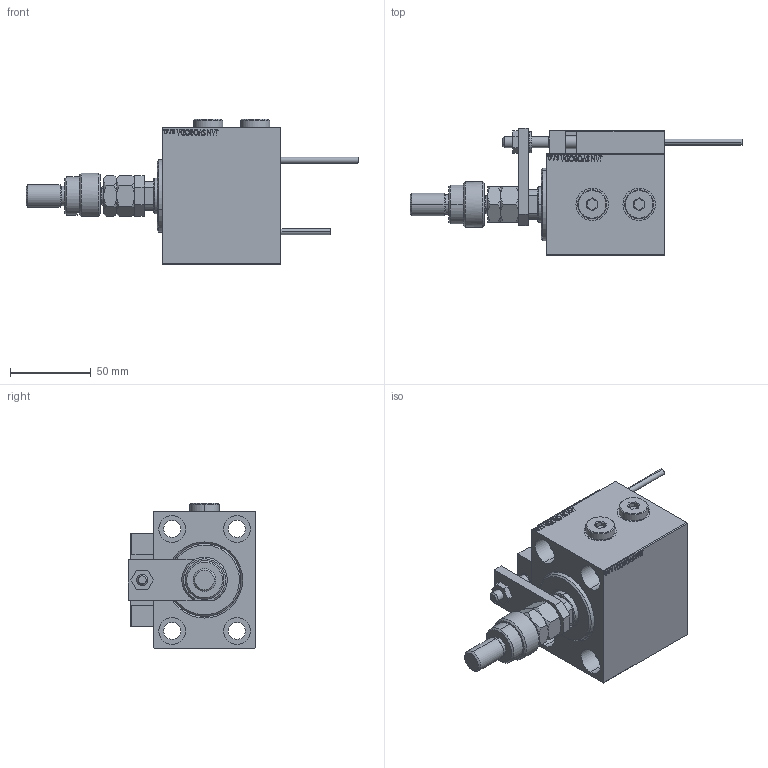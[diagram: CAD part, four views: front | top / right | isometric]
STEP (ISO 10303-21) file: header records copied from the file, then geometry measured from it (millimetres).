
FILE_DESCRIPTION (( 'STEP AP203' ), '1' );
FILE_NAME ('9bb4.STEP', '2024-02-13T01:24:11', ( '' ), ( '' ), 'SwSTEP 2.0', 'SolidWorks 2019', '' );
FILE_SCHEMA (( 'CONFIG_CONTROL_DESIGN' ));
Length unit declared in the file: millimetre
Products named in the file (19): MFA 79556efe896424056988e3ff099e44b0; SWITCH X 79556efe896424056988e3ff099e44b0; X_Y_DFA 79556efe896424056988e3ff099e44b0; 9bb4; SWITCH DIM B,W 79556efe896424056988e3ff099e44b0; Zatka_OIL_PORT 79556efe896424056988e3ff099e44b0; SWITCH_X_FRONT_BACK 79556efe896424056988e3ff099e44b0; V450CM_C_Body 79556efe896424056988e3ff099e44b0; Block 79556efe896424056988e3ff099e44b0; NUT_D12 79556efe896424056988e3ff099e44b0; TYC_L79 79556efe896424056988e3ff099e44b0; V450CM_C_VCP 79556efe896424056988e3ff099e44b0; ALLEN BOLT D5 79556efe896424056988e3ff099e44b0; KONCOVKA 79556efe896424056988e3ff099e44b0; MAGNET 79556efe896424056988e3ff099e44b0; V450CM_VC_B 79556efe896424056988e3ff099e44b0; ALLEN BOLT D8 79556efe896424056988e3ff099e44b0; ZARAZKA 79556efe896424056988e3ff099e44b0; FEMALE_PART_FOR_DFA 79556efe896424056988e3ff099e44b0
Assembly tree (29 placements, depth 3):
  9bb4
    V450CM_C_Body 79556efe896424056988e3ff099e44b0
    SWITCH X 79556efe896424056988e3ff099e44b0
      SWITCH_X_FRONT_BACK 79556efe896424056988e3ff099e44b0  x2
      TYC_L79 79556efe896424056988e3ff099e44b0
      Block 79556efe896424056988e3ff099e44b0  x2
      ALLEN BOLT D5 79556efe896424056988e3ff099e44b0  x4
      ALLEN BOLT D8 79556efe896424056988e3ff099e44b0  x4
      MAGNET 79556efe896424056988e3ff099e44b0  x2
      KONCOVKA 79556efe896424056988e3ff099e44b0  x2
    NUT_D12 79556efe896424056988e3ff099e44b0
    SWITCH DIM B,W 79556efe896424056988e3ff099e44b0
    ZARAZKA 79556efe896424056988e3ff099e44b0
    V450CM_C_VCP 79556efe896424056988e3ff099e44b0
    V450CM_VC_B 79556efe896424056988e3ff099e44b0
    X_Y_DFA 79556efe896424056988e3ff099e44b0
      FEMALE_PART_FOR_DFA 79556efe896424056988e3ff099e44b0
      MFA 79556efe896424056988e3ff099e44b0
    Zatka_OIL_PORT 79556efe896424056988e3ff099e44b0  x2
Bounding box: 205 x 78.5 x 89.9 mm (x, y, z)
Volume: 414139 mm3; surface area: 102448.7 mm2
Topology: 27 solids, 27 shells, 1419 faces, 3362 edges, 2135 vertices
Faces by surface type: plane 622, bspline 380, cylinder 215, cone 150, torus 48, sphere 4
Entity records: 54137 total; most frequent: CARTESIAN_POINT 26890, ORIENTED_EDGE 5664, DIRECTION 4002, EDGE_CURVE 2832, VERTEX_POINT 1835, LINE 1588, VECTOR 1588, EDGE_LOOP 1321
